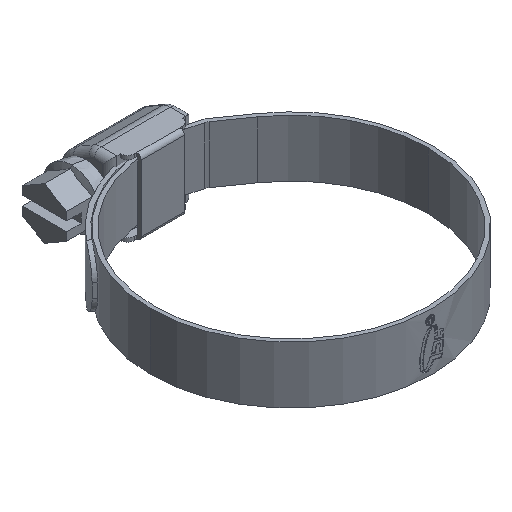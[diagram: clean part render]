
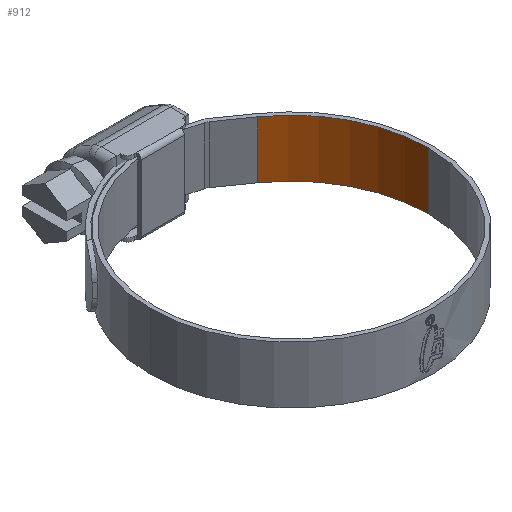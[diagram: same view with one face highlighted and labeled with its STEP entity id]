
A CAD part, isometric view. The second image highlights one B-rep face of the part: STEP entity #912.
In plain terms, the highlighted cylindrical face has radius 19 mm (diameter 38 mm), a partial arc.
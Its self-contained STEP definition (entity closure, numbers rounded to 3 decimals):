
#216 = CARTESIAN_POINT ( 'NONE',  ( 19., 0., -3.96 ) ) ;
#551 = DIRECTION ( 'NONE',  ( 0., 0., -1. ) ) ;
#889 = CIRCLE ( 'NONE', #5175, 19. ) ;
#912 = ADVANCED_FACE ( 'NONE', ( #6092 ), #6529, .F. ) ;
#971 = ORIENTED_EDGE ( 'NONE', *, *, #2016, .F. ) ;
#1171 = EDGE_CURVE ( 'NONE', #3819, #1672, #3915, .T. ) ;
#1580 = AXIS2_PLACEMENT_3D ( 'NONE', #2069, #3800, #4934 ) ;
#1672 = VERTEX_POINT ( 'NONE', #216 ) ;
#1871 = LINE ( 'NONE', #4047, #4953 ) ;
#2016 = EDGE_CURVE ( 'NONE', #1672, #4430, #889, .T. ) ;
#2069 = CARTESIAN_POINT ( 'NONE',  ( 0., 0., 3.96 ) ) ;
#2230 = DIRECTION ( 'NONE',  ( -1., 0., 0. ) ) ;
#2256 = CARTESIAN_POINT ( 'NONE',  ( 19., 0., 3.96 ) ) ;
#2736 = EDGE_CURVE ( 'NONE', #4837, #4430, #1871, .T. ) ;
#2832 = CARTESIAN_POINT ( 'NONE',  ( 19., 0., 3.96 ) ) ;
#3159 = CARTESIAN_POINT ( 'NONE',  ( 0., 0., -3.96 ) ) ;
#3383 = DIRECTION ( 'NONE',  ( 0., 0., -1. ) ) ;
#3481 = EDGE_LOOP ( 'NONE', ( #5381, #5800, #5280, #971 ) ) ;
#3800 = DIRECTION ( 'NONE',  ( 0., 0., 1. ) ) ;
#3819 = VERTEX_POINT ( 'NONE', #2832 ) ;
#3915 = LINE ( 'NONE', #2256, #4242 ) ;
#4047 = CARTESIAN_POINT ( 'NONE',  ( 10.898, 15.564, 3.96 ) ) ;
#4234 = EDGE_CURVE ( 'NONE', #3819, #4837, #5625, .T. ) ;
#4242 = VECTOR ( 'NONE', #551, 1000. ) ;
#4257 = DIRECTION ( 'NONE',  ( 0., 0., 1. ) ) ;
#4373 = CARTESIAN_POINT ( 'NONE',  ( 0., 0., 3.96 ) ) ;
#4430 = VERTEX_POINT ( 'NONE', #4636 ) ;
#4636 = CARTESIAN_POINT ( 'NONE',  ( 10.898, 15.564, -3.96 ) ) ;
#4837 = VERTEX_POINT ( 'NONE', #6244 ) ;
#4934 = DIRECTION ( 'NONE',  ( 1., 0., 0. ) ) ;
#4953 = VECTOR ( 'NONE', #3383, 1000. ) ;
#5175 = AXIS2_PLACEMENT_3D ( 'NONE', #3159, #4257, #5937 ) ;
#5280 = ORIENTED_EDGE ( 'NONE', *, *, #2736, .T. ) ;
#5381 = ORIENTED_EDGE ( 'NONE', *, *, #1171, .F. ) ;
#5499 = AXIS2_PLACEMENT_3D ( 'NONE', #4373, #6607, #2230 ) ;
#5625 = CIRCLE ( 'NONE', #1580, 19. ) ;
#5800 = ORIENTED_EDGE ( 'NONE', *, *, #4234, .T. ) ;
#5937 = DIRECTION ( 'NONE',  ( 1., 0., 0. ) ) ;
#6092 = FACE_OUTER_BOUND ( 'NONE', #3481, .T. ) ;
#6244 = CARTESIAN_POINT ( 'NONE',  ( 10.898, 15.564, 3.96 ) ) ;
#6529 = CYLINDRICAL_SURFACE ( 'NONE', #5499, 19. ) ;
#6607 = DIRECTION ( 'NONE',  ( 0., 0., -1. ) ) ;
